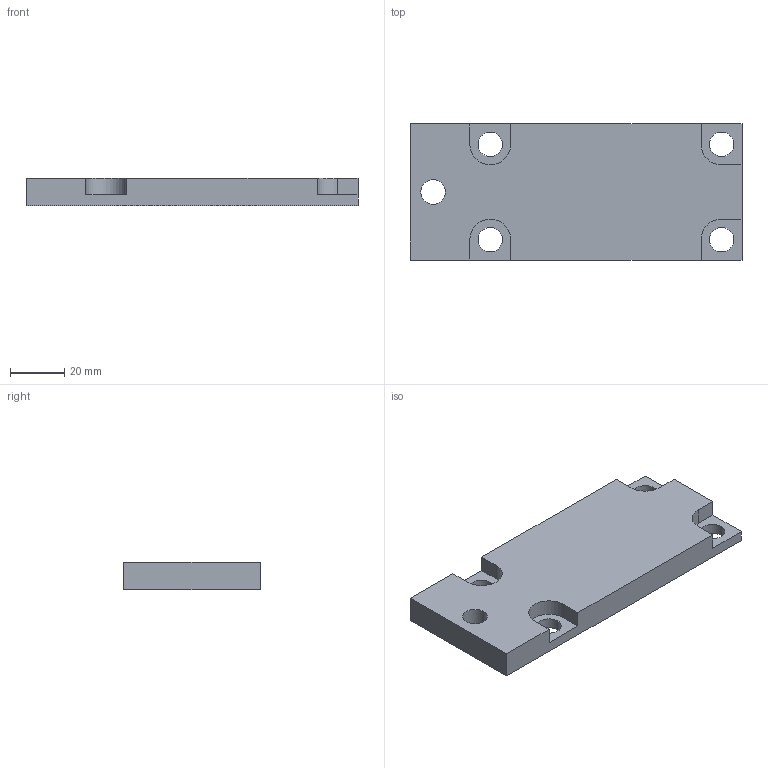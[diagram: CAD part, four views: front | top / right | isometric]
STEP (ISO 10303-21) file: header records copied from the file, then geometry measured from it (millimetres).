
FILE_DESCRIPTION(('Creo Elements/Direct Modeling STEP Export'),'2;1');
FILE_NAME('55.0240.1_Sockelplatte-MMS-55_122x50x10-(P-100-50).stp','2022-03-21T 8:07:49',(''),(''),'PTC Creo Elements/Direct Modeling STEP processor for AP214 (Solid Model)','PTC Creo Elements/Direct Modeling 19.0C 15-Aug-2015 (C) Parametric Technology GmbH','');
FILE_SCHEMA(('AUTOMOTIVE_DESIGN { 1 0 10303 214 1 1 1 1 }'));
Length unit declared in the file: millimetre
Products named in the file (2): Sockelplatte-MMS-55_122x50x10-P-100-50_55.0240.1_PX176222
Assembly tree (1 placements, depth 2):
  Sockelplatte-MMS-55_122x50x10-P-100-50_55.0240.1_PX176222
    Sockelplatte-MMS-55_122x50x10-P-100-50_55.0240.1_PX176222
Bounding box: 122 x 50 x 10 mm (x, y, z)
Volume: 54380.5 mm3; surface area: 15983.1 mm2
Topology: 1 solids, 1 shells, 32 faces, 91 edges, 61 vertices
Faces by surface type: plane 18, cylinder 14
Entity records: 1054 total; most frequent: ORIENTED_EDGE 182, CARTESIAN_POINT 173, DIRECTION 164, EDGE_CURVE 91, VERTEX_POINT 61, VECTOR 60, LINE 60, AXIS2_PLACEMENT_3D 52
